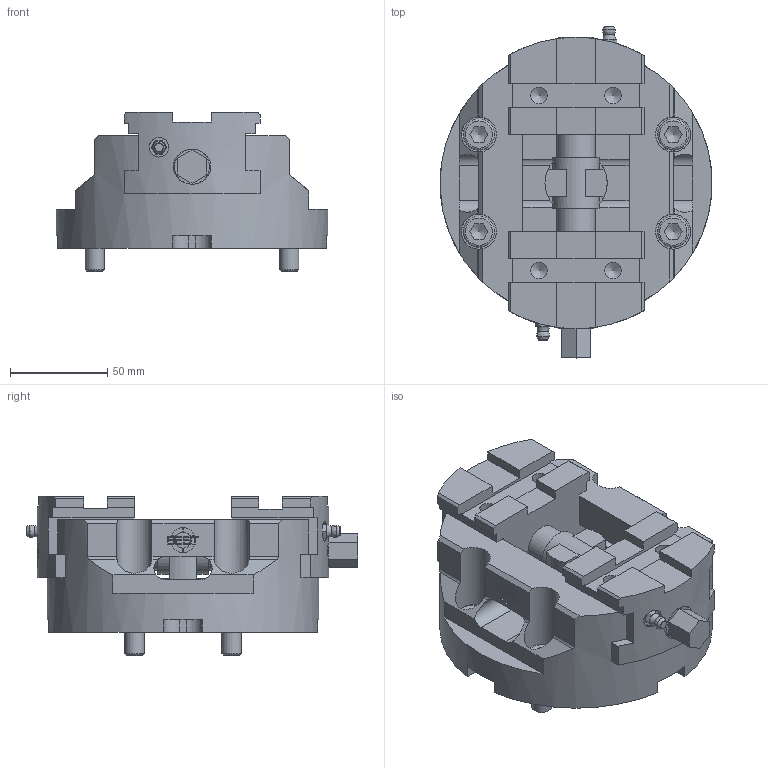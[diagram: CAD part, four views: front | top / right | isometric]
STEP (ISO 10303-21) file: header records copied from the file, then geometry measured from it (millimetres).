
FILE_DESCRIPTION((''),'2;1');
FILE_NAME('200-0140-010-Kunde.stp','2013-09-02T14:04:07',('adam'),(''),'Autodesk Inventor 2013','Autodesk Inventor 2013','');
FILE_SCHEMA(('AUTOMOTIVE_DESIGN { 1 0 10303 214 1 1 1 1 }'));
Length unit declared in the file: millimetre
Products named in the file (1): 200-0140-010-Kunde
Bounding box: 139.89 x 170.8 x 82 mm (x, y, z)
Volume: 750921.9 mm3; surface area: 107144.8 mm2
Topology: 1 solids, 3 shells, 691 faces, 1811 edges, 1162 vertices
Faces by surface type: plane 453, cylinder 151, cone 59, bspline 18, torus 8, sphere 2
Full cylindrical faces by diameter (mm): 3 x2, 4.917 x8, 5 x2, 6.647 x4, 8.5 x4, 10 x6, 10.106 x1, 11 x4, 12 x4, 16 x4, 18 x4, 20 x2, 24 x1, 25 x1, 59 x1, 60 x1, 140 x1
Entity records: 21247 total; most frequent: CARTESIAN_POINT 4193, ORIENTED_EDGE 3346, DIRECTION 3279, EDGE_CURVE 1673, VECTOR 1131, LINE 1131, VERTEX_POINT 1116, AXIS2_PLACEMENT_3D 1074
